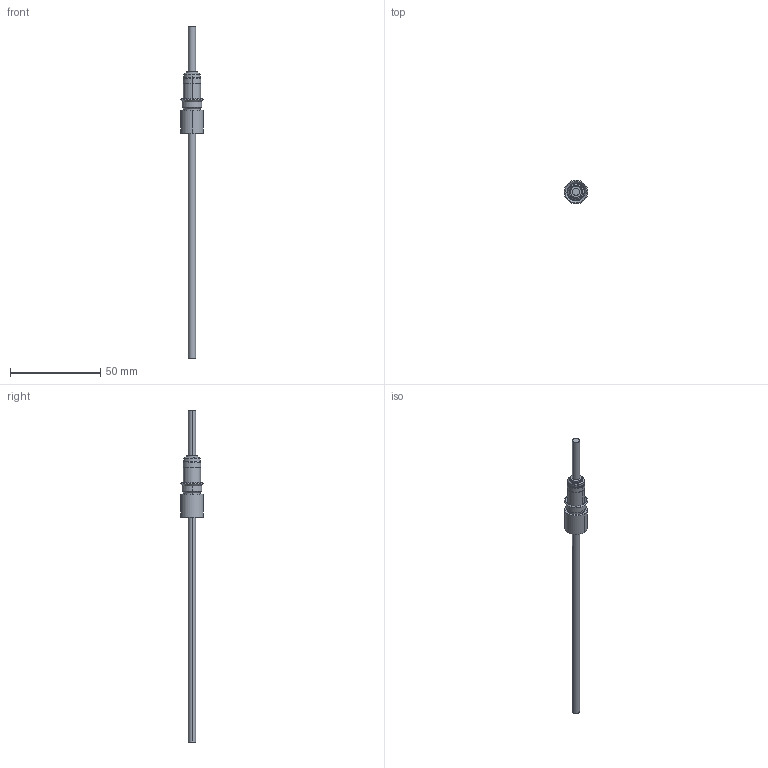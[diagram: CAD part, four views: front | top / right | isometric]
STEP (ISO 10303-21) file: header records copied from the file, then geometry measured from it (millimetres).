
FILE_DESCRIPTION (( 'STEP AP214' ), '1' );
FILE_NAME ('261-40CU5K.STEP', '2018-01-29T13:14:40', ( '' ), ( '' ), 'SwSTEP 2.0', 'SolidWorks 2014', '' );
FILE_SCHEMA (( 'AUTOMOTIVE_DESIGN' ));
Length unit declared in the file: millimetre
Products named in the file (1): 261-40CU5K
Bounding box: 13 x 13 x 184.15 mm (x, y, z)
Volume: 4542.4 mm3; surface area: 4156.5 mm2
Topology: 1 solids, 3 shells, 73 faces, 168 edges, 108 vertices
Faces by surface type: cylinder 32, bspline 14, cone 14, plane 13
Entity records: 2510 total; most frequent: CARTESIAN_POINT 692, DIRECTION 394, ORIENTED_EDGE 336, AXIS2_PLACEMENT_3D 174, EDGE_CURVE 168, CIRCLE 114, VERTEX_POINT 108, EDGE_LOOP 84
